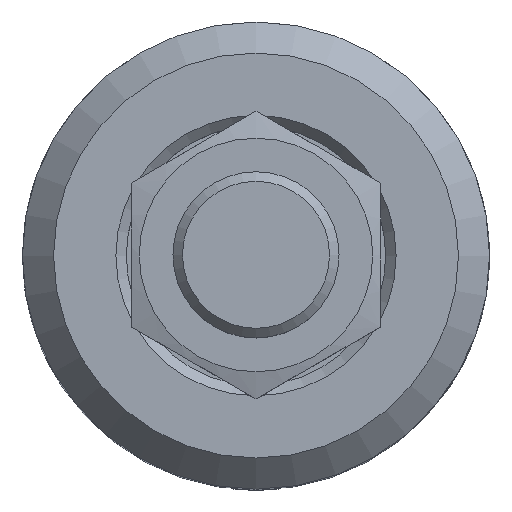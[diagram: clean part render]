
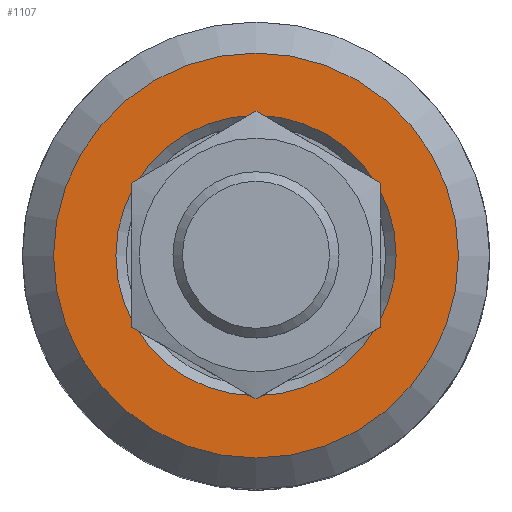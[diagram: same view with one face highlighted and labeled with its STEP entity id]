
A CAD part, top view. The second image highlights one B-rep face of the part: STEP entity #1107.
In plain terms, the highlighted planar face has unit normal (0, 0, 1).
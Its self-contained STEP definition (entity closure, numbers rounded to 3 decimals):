
#138=PLANE('',#1248);
#320=ORIENTED_EDGE('',*,*,#605,.F.);
#321=ORIENTED_EDGE('',*,*,#604,.T.);
#604=EDGE_CURVE('',#729,#729,#814,.T.);
#605=EDGE_CURVE('',#730,#730,#815,.T.);
#729=VERTEX_POINT('',#1918);
#730=VERTEX_POINT('',#1921);
#814=CIRCLE('',#1247,13.5);
#815=CIRCLE('',#1249,19.5);
#874=EDGE_LOOP('',(#320));
#875=EDGE_LOOP('',(#321));
#980=FACE_BOUND('',#874,.T.);
#981=FACE_BOUND('',#875,.T.);
#1107=ADVANCED_FACE('',(#980,#981),#138,.F.);
#1247=AXIS2_PLACEMENT_3D('',#1917,#1476,#1477);
#1248=AXIS2_PLACEMENT_3D('',#1919,#1478,#1479);
#1249=AXIS2_PLACEMENT_3D('',#1920,#1480,#1481);
#1476=DIRECTION('',(0.,0.,-1.));
#1477=DIRECTION('',(-1.,0.,0.));
#1478=DIRECTION('',(0.,0.,-1.));
#1479=DIRECTION('',(-1.,0.,0.));
#1480=DIRECTION('',(0.,0.,-1.));
#1481=DIRECTION('',(-1.,0.,0.));
#1917=CARTESIAN_POINT('',(0.,0.,-8.));
#1918=CARTESIAN_POINT('',(-13.5,0.,-8.));
#1919=CARTESIAN_POINT('',(0.,13.5,-8.));
#1920=CARTESIAN_POINT('',(0.,0.,-8.));
#1921=CARTESIAN_POINT('',(-19.5,0.,-8.));
